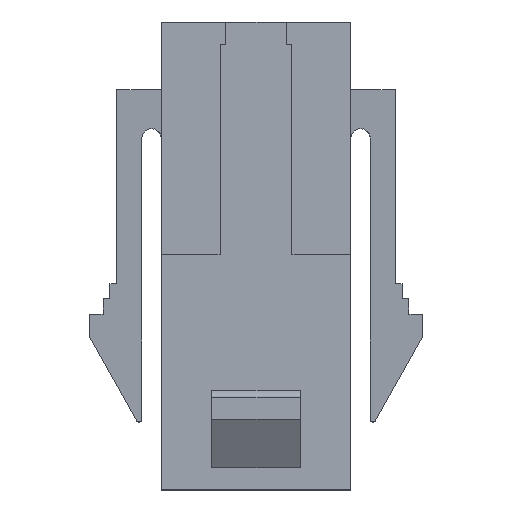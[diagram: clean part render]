
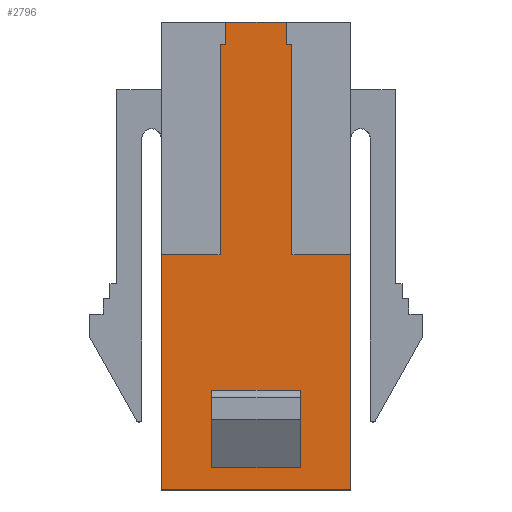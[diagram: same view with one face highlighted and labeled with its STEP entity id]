
A CAD part, top view. The second image highlights one B-rep face of the part: STEP entity #2796.
In plain terms, the highlighted planar face has unit normal (0, 0, 1).
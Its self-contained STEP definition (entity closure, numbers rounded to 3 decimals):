
#260=ORIENTED_EDGE('',*,*,#1029,.F.);
#261=ORIENTED_EDGE('',*,*,#1030,.T.);
#262=ORIENTED_EDGE('',*,*,#1031,.T.);
#263=ORIENTED_EDGE('',*,*,#1032,.F.);
#264=ORIENTED_EDGE('',*,*,#936,.F.);
#265=ORIENTED_EDGE('',*,*,#987,.F.);
#266=ORIENTED_EDGE('',*,*,#1028,.F.);
#267=ORIENTED_EDGE('',*,*,#1026,.F.);
#268=ORIENTED_EDGE('',*,*,#1024,.F.);
#269=ORIENTED_EDGE('',*,*,#1022,.F.);
#270=ORIENTED_EDGE('',*,*,#914,.F.);
#271=ORIENTED_EDGE('',*,*,#1021,.F.);
#272=ORIENTED_EDGE('',*,*,#1019,.F.);
#273=ORIENTED_EDGE('',*,*,#1017,.F.);
#274=ORIENTED_EDGE('',*,*,#1015,.F.);
#275=ORIENTED_EDGE('',*,*,#999,.F.);
#914=EDGE_CURVE('',#1312,#1313,#1585,.T.);
#936=EDGE_CURVE('',#1334,#1332,#1607,.T.);
#987=EDGE_CURVE('',#1375,#1334,#1658,.T.);
#999=EDGE_CURVE('',#1332,#1386,#1670,.T.);
#1015=EDGE_CURVE('',#1386,#1398,#1686,.T.);
#1017=EDGE_CURVE('',#1398,#1399,#1688,.T.);
#1019=EDGE_CURVE('',#1399,#1400,#1690,.T.);
#1021=EDGE_CURVE('',#1400,#1312,#1692,.T.);
#1022=EDGE_CURVE('',#1313,#1401,#1693,.T.);
#1024=EDGE_CURVE('',#1401,#1402,#1695,.T.);
#1026=EDGE_CURVE('',#1402,#1403,#1697,.T.);
#1028=EDGE_CURVE('',#1403,#1375,#1699,.T.);
#1029=EDGE_CURVE('',#1404,#1405,#1700,.T.);
#1030=EDGE_CURVE('',#1404,#1406,#1701,.T.);
#1031=EDGE_CURVE('',#1406,#1407,#1702,.T.);
#1032=EDGE_CURVE('',#1405,#1407,#1703,.T.);
#1312=VERTEX_POINT('',#3922);
#1313=VERTEX_POINT('',#3924);
#1332=VERTEX_POINT('',#3963);
#1334=VERTEX_POINT('',#3967);
#1375=VERTEX_POINT('',#4069);
#1386=VERTEX_POINT('',#4094);
#1398=VERTEX_POINT('',#4126);
#1399=VERTEX_POINT('',#4130);
#1400=VERTEX_POINT('',#4134);
#1401=VERTEX_POINT('',#4140);
#1402=VERTEX_POINT('',#4144);
#1403=VERTEX_POINT('',#4148);
#1404=VERTEX_POINT('',#4154);
#1405=VERTEX_POINT('',#4155);
#1406=VERTEX_POINT('',#4157);
#1407=VERTEX_POINT('',#4159);
#1585=LINE('',#3923,#1973);
#1607=LINE('',#3968,#1995);
#1658=LINE('',#4070,#2046);
#1670=LINE('',#4093,#2058);
#1686=LINE('',#4125,#2074);
#1688=LINE('',#4129,#2076);
#1690=LINE('',#4133,#2078);
#1692=LINE('',#4137,#2080);
#1693=LINE('',#4139,#2081);
#1695=LINE('',#4143,#2083);
#1697=LINE('',#4147,#2085);
#1699=LINE('',#4151,#2087);
#1700=LINE('',#4153,#2088);
#1701=LINE('',#4156,#2089);
#1702=LINE('',#4158,#2090);
#1703=LINE('',#4160,#2091);
#1973=VECTOR('',#3166,1000.);
#1995=VECTOR('',#3190,1000.);
#2046=VECTOR('',#3261,1000.);
#2058=VECTOR('',#3275,1000.);
#2074=VECTOR('',#3299,1000.);
#2076=VECTOR('',#3303,1000.);
#2078=VECTOR('',#3307,1000.);
#2080=VECTOR('',#3311,1000.);
#2081=VECTOR('',#3314,1000.);
#2083=VECTOR('',#3318,1000.);
#2085=VECTOR('',#3322,1000.);
#2087=VECTOR('',#3326,1000.);
#2088=VECTOR('',#3329,1000.);
#2089=VECTOR('',#3330,1000.);
#2090=VECTOR('',#3331,1000.);
#2091=VECTOR('',#3332,1000.);
#2349=EDGE_LOOP('',(#260,#261,#262,#263));
#2350=EDGE_LOOP('',(#264,#265,#266,#267,#268,#269,#270,#271,#272,#273,#274,
#275));
#2506=FACE_BOUND('',#2349,.T.);
#2507=FACE_BOUND('',#2350,.T.);
#2657=PLANE('',#2959);
#2796=ADVANCED_FACE('',(#2506,#2507),#2657,.F.);
#2959=AXIS2_PLACEMENT_3D('',#4152,#3327,#3328);
#3166=DIRECTION('',(1.,0.,0.));
#3190=DIRECTION('',(-1.,0.,0.));
#3261=DIRECTION('',(0.,-1.,0.));
#3275=DIRECTION('',(0.,1.,0.));
#3299=DIRECTION('',(1.,0.,0.));
#3303=DIRECTION('',(0.,1.,0.));
#3307=DIRECTION('',(1.,0.,0.));
#3311=DIRECTION('',(0.,1.,0.));
#3314=DIRECTION('',(0.,-1.,0.));
#3318=DIRECTION('',(1.,0.,0.));
#3322=DIRECTION('',(0.,-1.,0.));
#3326=DIRECTION('',(1.,0.,0.));
#3327=DIRECTION('',(0.,0.,-1.));
#3328=DIRECTION('',(-1.,0.,0.));
#3329=DIRECTION('',(-1.,0.,0.));
#3330=DIRECTION('',(0.,-1.,0.));
#3331=DIRECTION('',(-1.,0.,0.));
#3332=DIRECTION('',(0.,-1.,0.));
#3922=CARTESIAN_POINT('',(-1.1,8.45,1.935));
#3923=CARTESIAN_POINT('',(-1.1,8.45,1.935));
#3924=CARTESIAN_POINT('',(1.1,8.45,1.935));
#3963=CARTESIAN_POINT('',(-3.425,-8.45,1.935));
#3967=CARTESIAN_POINT('',(3.425,-8.45,1.935));
#3968=CARTESIAN_POINT('',(3.425,-8.45,1.935));
#4069=CARTESIAN_POINT('',(3.425,0.05,1.935));
#4070=CARTESIAN_POINT('',(3.425,0.05,1.935));
#4093=CARTESIAN_POINT('',(-3.425,-8.45,1.935));
#4094=CARTESIAN_POINT('',(-3.425,0.05,1.935));
#4125=CARTESIAN_POINT('',(-3.425,0.05,1.935));
#4126=CARTESIAN_POINT('',(-1.3,0.05,1.935));
#4129=CARTESIAN_POINT('',(-1.3,0.05,1.935));
#4130=CARTESIAN_POINT('',(-1.3,7.624,1.935));
#4133=CARTESIAN_POINT('',(-1.3,7.624,1.935));
#4134=CARTESIAN_POINT('',(-1.1,7.624,1.935));
#4137=CARTESIAN_POINT('',(-1.1,7.624,1.935));
#4139=CARTESIAN_POINT('',(1.1,8.45,1.935));
#4140=CARTESIAN_POINT('',(1.1,7.624,1.935));
#4143=CARTESIAN_POINT('',(1.1,7.624,1.935));
#4144=CARTESIAN_POINT('',(1.3,7.624,1.935));
#4147=CARTESIAN_POINT('',(1.3,7.624,1.935));
#4148=CARTESIAN_POINT('',(1.3,0.05,1.935));
#4151=CARTESIAN_POINT('',(1.3,0.05,1.935));
#4152=CARTESIAN_POINT('',(0.,0.,1.935));
#4153=CARTESIAN_POINT('',(1.59,-4.85,1.935));
#4154=CARTESIAN_POINT('',(1.59,-4.85,1.935));
#4155=CARTESIAN_POINT('',(-1.59,-4.85,1.935));
#4156=CARTESIAN_POINT('',(1.59,-7.65,1.935));
#4157=CARTESIAN_POINT('',(1.59,-7.65,1.935));
#4158=CARTESIAN_POINT('',(1.59,-7.65,1.935));
#4159=CARTESIAN_POINT('',(-1.59,-7.65,1.935));
#4160=CARTESIAN_POINT('',(-1.59,-7.65,1.935));
